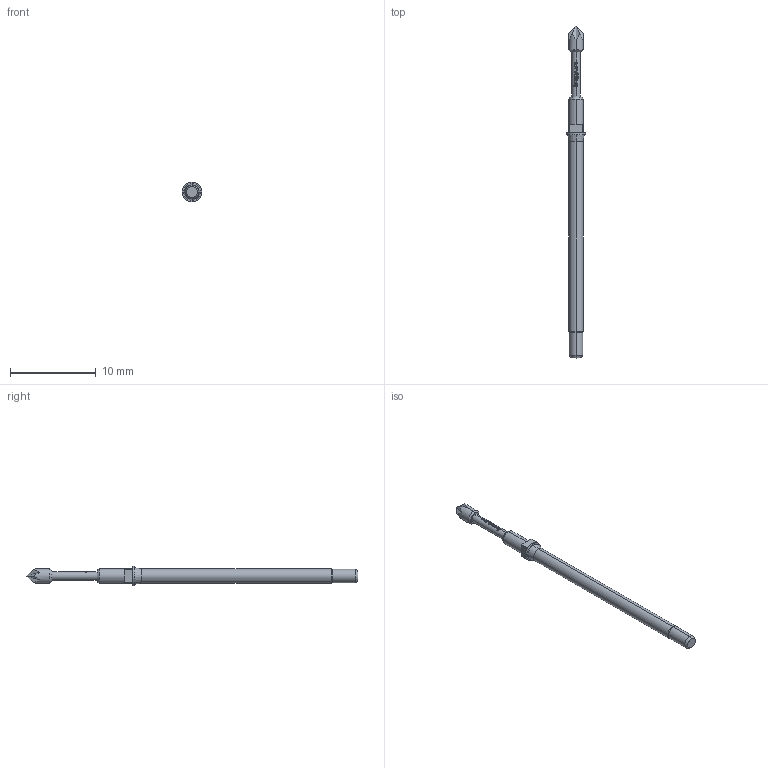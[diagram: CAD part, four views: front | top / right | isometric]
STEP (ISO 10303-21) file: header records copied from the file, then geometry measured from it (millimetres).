
FILE_DESCRIPTION (( 'STEP AP203' ), '1' );
FILE_NAME ('INGUN_GKS-112_217_175_N_xx05_M.STEP', '2022-01-18T09:53:32', ( 'ochi' ), ( '' ), 'SwSTEP 2.0', 'SolidWorks 2018', '' );
FILE_SCHEMA (( 'CONFIG_CONTROL_DESIGN' ));
Length unit declared in the file: millimetre
Products named in the file (1): INGUN_GKS-112_217_175_N_xx05_M
Bounding box: 2.3 x 38.8 x 2.3 mm (x, y, z)
Volume: 75.7 mm3; surface area: 198.7 mm2
Topology: 1 solids, 1 shells, 131 faces, 346 edges, 221 vertices
Faces by surface type: plane 68, cylinder 31, bspline 22, cone 8, torus 2
Entity records: 4385 total; most frequent: CARTESIAN_POINT 1235, ORIENTED_EDGE 692, DIRECTION 586, EDGE_CURVE 346, AXIS2_PLACEMENT_3D 228, VERTEX_POINT 221, EDGE_LOOP 135, FACE_OUTER_BOUND 131
